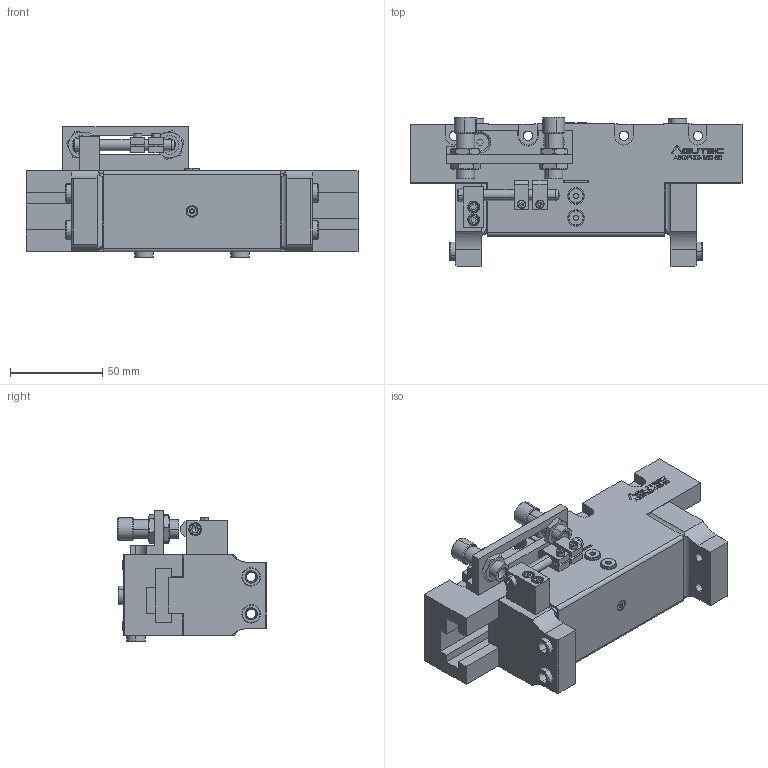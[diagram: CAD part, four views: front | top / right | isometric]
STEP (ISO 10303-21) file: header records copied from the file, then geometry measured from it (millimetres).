
FILE_DESCRIPTION (( 'STEP AP214' ), '1' );
FILE_NAME ('ASUTEC_ASGPKG-180-80.STEP', '2025-06-26T10:27:29', ( '' ), ( '' ), 'SwSTEP 2.0', 'SolidWorks 2020', '' );
FILE_SCHEMA (( 'AUTOMOTIVE_DESIGN' ));
Length unit declared in the file: millimetre
Products named in the file (1): ASUTEC_ASGPKG-180-80
Bounding box: 180 x 81.2 x 71 mm (x, y, z)
Volume: 364279.7 mm3; surface area: 133233.8 mm2
Topology: 13 solids, 29 shells, 1748 faces, 4425 edges, 2793 vertices
Faces by surface type: cylinder 653, plane 587, cone 312, bspline 112, torus 84
Entity records: 78988 total; most frequent: CARTESIAN_POINT 19236, ORIENTED_EDGE 8750, DIRECTION 8530, EDGE_CURVE 4375, AXIS2_PLACEMENT_3D 3231, VERTEX_POINT 2793, VECTOR 2068, LINE 2068
